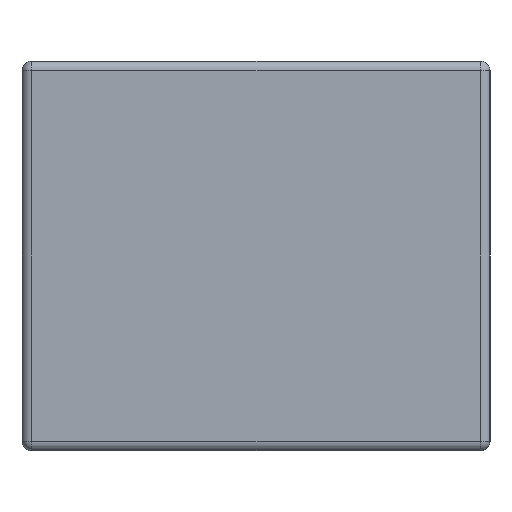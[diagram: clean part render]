
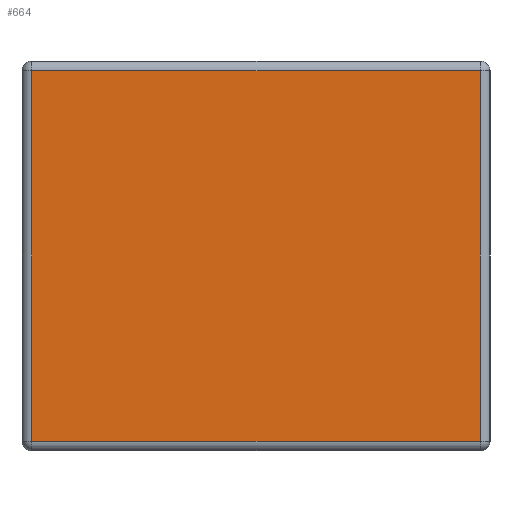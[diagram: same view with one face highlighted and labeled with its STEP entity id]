
A CAD part, left-side view. The second image highlights one B-rep face of the part: STEP entity #664.
In plain terms, the highlighted planar face has unit normal (-1, 0, 0).
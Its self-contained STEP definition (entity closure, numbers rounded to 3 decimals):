
#58=FACE_OUTER_BOUND('',#104,.T.);
#104=EDGE_LOOP('',(#488,#489,#490,#491));
#150=LINE('',#1067,#206);
#152=LINE('',#1072,#208);
#153=LINE('',#1077,#209);
#154=LINE('',#1080,#210);
#206=VECTOR('',#840,10.);
#208=VECTOR('',#846,10.);
#209=VECTOR('',#853,10.);
#210=VECTOR('',#858,10.);
#304=VERTEX_POINT('',#1056);
#305=VERTEX_POINT('',#1060);
#308=VERTEX_POINT('',#1070);
#309=VERTEX_POINT('',#1076);
#369=EDGE_CURVE('',#305,#304,#150,.T.);
#372=EDGE_CURVE('',#304,#308,#152,.T.);
#374=EDGE_CURVE('',#308,#309,#153,.T.);
#376=EDGE_CURVE('',#309,#305,#154,.T.);
#488=ORIENTED_EDGE('',*,*,#372,.F.);
#489=ORIENTED_EDGE('',*,*,#369,.F.);
#490=ORIENTED_EDGE('',*,*,#376,.F.);
#491=ORIENTED_EDGE('',*,*,#374,.F.);
#638=PLANE('',#728);
#664=ADVANCED_FACE('',(#58),#638,.T.);
#728=AXIS2_PLACEMENT_3D('',#1079,#856,#857);
#840=DIRECTION('',(0.,1.,0.));
#846=DIRECTION('',(0.,0.,1.));
#853=DIRECTION('',(0.,-1.,0.));
#856=DIRECTION('center_axis',(-1.,0.,0.));
#857=DIRECTION('ref_axis',(0.,-1.,0.));
#858=DIRECTION('',(0.,0.,-1.));
#1056=CARTESIAN_POINT('',(-1.,0.575,0.025));
#1060=CARTESIAN_POINT('',(-1.,-0.575,0.025));
#1067=CARTESIAN_POINT('',(-1.,0.3,0.025));
#1070=CARTESIAN_POINT('',(-1.,0.575,0.975));
#1072=CARTESIAN_POINT('',(-1.,0.575,0.));
#1076=CARTESIAN_POINT('',(-1.,-0.575,0.975));
#1077=CARTESIAN_POINT('',(-1.,0.3,0.975));
#1079=CARTESIAN_POINT('Origin',(-1.,0.6,0.));
#1080=CARTESIAN_POINT('',(-1.,-0.575,0.));
